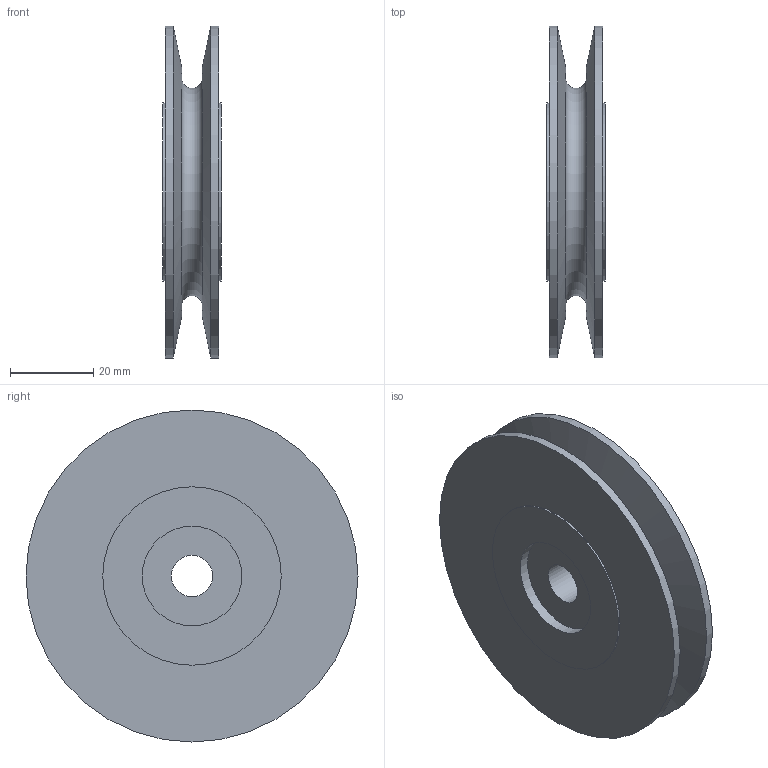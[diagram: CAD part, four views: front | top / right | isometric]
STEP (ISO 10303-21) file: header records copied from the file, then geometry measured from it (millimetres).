
FILE_DESCRIPTION (( 'STEP AP203' ), '1' );
FILE_NAME ('250814 STEP 3-400575-01_5500.STEP', '2025-08-14T08:21:32', ( '' ), ( '' ), 'SwSTEP 2.0', 'SolidWorks 2024', '' );
FILE_SCHEMA (( 'CONFIG_CONTROL_DESIGN' ));
Length unit declared in the file: millimetre
Products named in the file (1): 250814 STEP 3-400575-01_5500
Bounding box: 14 x 80 x 80 mm (x, y, z)
Volume: 44336.4 mm3; surface area: 18363.2 mm2
Topology: 1 solids, 1 shells, 18 faces, 30 edges, 20 vertices
Faces by surface type: plane 8, cylinder 7, cone 2, torus 1
Full cylindrical faces by diameter (mm): 10 x1, 24 x2, 43 x2, 80 x2
Entity records: 445 total; most frequent: DIRECTION 74, CARTESIAN_POINT 55, AXIS2_PLACEMENT_3D 37, ORIENTED_EDGE 36, EDGE_LOOP 36, FACE_OUTER_BOUND 26, EDGE_CURVE 18, VERTEX_POINT 18
